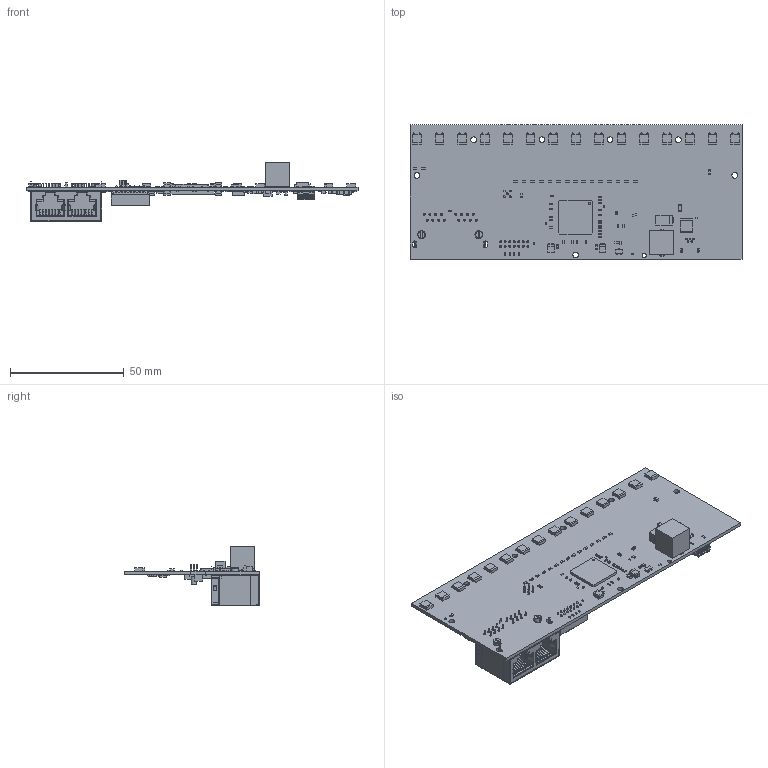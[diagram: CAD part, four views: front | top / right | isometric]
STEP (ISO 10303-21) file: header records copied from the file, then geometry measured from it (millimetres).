
FILE_DESCRIPTION(('Open CASCADE Model'),'2;1');
FILE_NAME('Open CASCADE Shape Model','2018-06-12T14:38:39',('Author'),( 'Open CASCADE'),'Open CASCADE STEP processor 6.8','Open CASCADE 6.8' ,'Unknown');
FILE_SCHEMA(('AUTOMOTIVE_DESIGN { 1 0 10303 214 1 1 1 1 }'));
Length unit declared in the file: millimetre
Products named in the file (458): PCB; Board; C94; 6356952704; Extruded; 6356952512; C142; 6356949632; 6356949824; R122; 6007853248; 6007853056; R123; R124; R1; R121; 6356949440; 6356949248; R120; R119; R118; R117; R116; R115; R114; R113; R112; R111; R110; R109; R108; R107; R106; C141; R105; 6007852864; 6007852672; U15; 6356948672; 6356948288 ...
Assembly tree (1131 placements, depth 4):
  PCB
    Board
    C94
      6356952704  x2
        Extruded
      6356952512
        Extruded
    C142
      6356949632  x2
        Extruded
      6356949824
        Extruded
    R122
      6007853248
        Extruded
      6007853056
        Extruded
    R123
      6007853248
        Extruded
      6007853056
        Extruded
    R124
      6007853248
        Extruded
      6007853056
        Extruded
    R1
      6007853056
        Extruded
      6007853248
        Extruded
    R121
      6356949440
        Extruded
      6356949248
        Extruded
    R120
      6356949440
        Extruded
      6356949248
        Extruded
    R119
      6356949440
        Extruded
      6356949248
        Extruded
    R118
      6356949440
        Extruded
      6356949248
        Extruded
    R117
      6356949440
        Extruded
      6356949248
        Extruded
    R116
      6356949440
        Extruded
Bounding box: 146 x 59.27 x 26.23 mm (x, y, z)
Volume: 22559.4 mm3; surface area: 39269.2 mm2
Topology: 757 solids, 757 shells, 6408 faces, 14314 edges, 9378 vertices
Faces by surface type: plane 5717, cylinder 561, bspline 70, torus 48, cone 12
Full cylindrical faces by diameter (mm): 0.25 x15, 0.45 x64, 0.5 x30, 0.6 x2, 0.7 x6, 0.75 x30, 0.8 x8, 0.838 x14, 0.84 x5, 0.9 x32, 1 x5, 1.15 x4, 1.778 x1, 2.54 x8, 3.25 x2
Entity records: 88121 total; most frequent: CARTESIAN_POINT 15054, DIRECTION 13365, ORIENTED_EDGE 11682, EDGE_CURVE 5841, LINE 4887, VECTOR 4887, AXIS2_PLACEMENT_3D 4239, VERTEX_POINT 3760
